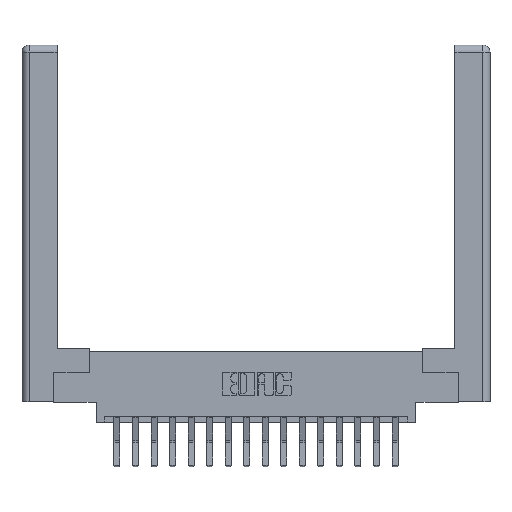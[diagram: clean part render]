
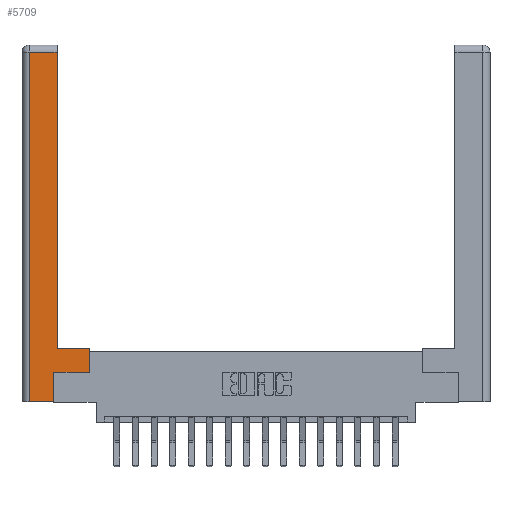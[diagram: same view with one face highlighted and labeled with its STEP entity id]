
A CAD part, top view. The second image highlights one B-rep face of the part: STEP entity #5709.
In plain terms, the highlighted planar face has unit normal (0, 0, 1).
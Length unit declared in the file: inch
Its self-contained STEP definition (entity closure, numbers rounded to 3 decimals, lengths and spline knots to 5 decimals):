
#67 = VERTEX_POINT ( 'NONE', #92 ) ;
#92 = CARTESIAN_POINT ( 'NONE',  ( 0.265, 0., 0. ) ) ;
#417 = EDGE_CURVE ( 'NONE', #15664, #14412, #15397, .T. ) ;
#428 = EDGE_CURVE ( 'NONE', #14412, #14524, #5499, .T. ) ;
#558 = DIRECTION ( 'NONE',  ( -1., 0., 0. ) ) ;
#581 = VECTOR ( 'NONE', #6664, 39.37008 ) ;
#1319 = CARTESIAN_POINT ( 'NONE',  ( 0.295, 2.94, 0. ) ) ;
#1328 = ORIENTED_EDGE ( 'NONE', *, *, #5389, .T. ) ;
#2104 = LINE ( 'NONE', #6566, #14943 ) ;
#2347 = EDGE_CURVE ( 'NONE', #14524, #10373, #11098, .T. ) ;
#2454 = EDGE_CURVE ( 'NONE', #7417, #67, #9726, .T. ) ;
#2919 = CARTESIAN_POINT ( 'NONE',  ( 0., 0., 0. ) ) ;
#3086 = EDGE_CURVE ( 'NONE', #6555, #15664, #10600, .T. ) ;
#4018 = CARTESIAN_POINT ( 'NONE',  ( 0.565, 0.45, 0. ) ) ;
#4411 = CARTESIAN_POINT ( 'NONE',  ( 0.295, 0.45, 0. ) ) ;
#4481 = LINE ( 'NONE', #14200, #10343 ) ;
#5389 = EDGE_CURVE ( 'NONE', #10373, #11832, #15436, .T. ) ;
#5499 = LINE ( 'NONE', #10778, #6425 ) ;
#5690 = VECTOR ( 'NONE', #15790, 39.37008 ) ;
#5709 = ADVANCED_FACE ( 'NONE', ( #8476 ), #14560, .F. ) ;
#5752 = CARTESIAN_POINT ( 'NONE',  ( 0.295, 3., 0. ) ) ;
#6425 = VECTOR ( 'NONE', #558, 39.37008 ) ;
#6555 = VERTEX_POINT ( 'NONE', #15346 ) ;
#6566 = CARTESIAN_POINT ( 'NONE',  ( 0.0615, 0., 0. ) ) ;
#6664 = DIRECTION ( 'NONE',  ( -1., 0., 0. ) ) ;
#6683 = ORIENTED_EDGE ( 'NONE', *, *, #2347, .T. ) ;
#7038 = AXIS2_PLACEMENT_3D ( 'NONE', #2919, #10150, #15987 ) ;
#7284 = DIRECTION ( 'NONE',  ( 1., 0., 0. ) ) ;
#7417 = VERTEX_POINT ( 'NONE', #14018 ) ;
#7466 = EDGE_CURVE ( 'NONE', #67, #6555, #4481, .T. ) ;
#7889 = CARTESIAN_POINT ( 'NONE',  ( 0.565, 0.45, 0. ) ) ;
#8476 = FACE_OUTER_BOUND ( 'NONE', #12087, .T. ) ;
#8948 = ORIENTED_EDGE ( 'NONE', *, *, #417, .T. ) ;
#9041 = ORIENTED_EDGE ( 'NONE', *, *, #3086, .T. ) ;
#9226 = ORIENTED_EDGE ( 'NONE', *, *, #2454, .T. ) ;
#9726 = LINE ( 'NONE', #15734, #12214 ) ;
#10150 = DIRECTION ( 'NONE',  ( 0., 0., -1. ) ) ;
#10343 = VECTOR ( 'NONE', #16828, 39.37008 ) ;
#10373 = VERTEX_POINT ( 'NONE', #1319 ) ;
#10600 = LINE ( 'NONE', #11366, #14654 ) ;
#10778 = CARTESIAN_POINT ( 'NONE',  ( 0.295, 0.45, 0. ) ) ;
#11098 = LINE ( 'NONE', #5752, #5690 ) ;
#11366 = CARTESIAN_POINT ( 'NONE',  ( 0.565, 0.245, 0. ) ) ;
#11832 = VERTEX_POINT ( 'NONE', #18414 ) ;
#12087 = EDGE_LOOP ( 'NONE', ( #6683, #1328, #12247, #9226, #15374, #9041, #8948, #17681 ) ) ;
#12214 = VECTOR ( 'NONE', #7284, 39.37008 ) ;
#12247 = ORIENTED_EDGE ( 'NONE', *, *, #18439, .T. ) ;
#12266 = VECTOR ( 'NONE', #17669, 39.37008 ) ;
#13703 = CARTESIAN_POINT ( 'NONE',  ( 0.0615, 2.94, 0. ) ) ;
#13903 = DIRECTION ( 'NONE',  ( 0., -1., 0. ) ) ;
#14018 = CARTESIAN_POINT ( 'NONE',  ( 0.0615, 0., 0. ) ) ;
#14200 = CARTESIAN_POINT ( 'NONE',  ( 0.265, 0.245, 0. ) ) ;
#14412 = VERTEX_POINT ( 'NONE', #4018 ) ;
#14524 = VERTEX_POINT ( 'NONE', #4411 ) ;
#14560 = PLANE ( 'NONE',  #7038 ) ;
#14654 = VECTOR ( 'NONE', #18449, 39.37008 ) ;
#14943 = VECTOR ( 'NONE', #13903, 39.37008 ) ;
#15346 = CARTESIAN_POINT ( 'NONE',  ( 0.265, 0.245, 0. ) ) ;
#15374 = ORIENTED_EDGE ( 'NONE', *, *, #7466, .T. ) ;
#15397 = LINE ( 'NONE', #7889, #12266 ) ;
#15436 = LINE ( 'NONE', #13703, #581 ) ;
#15664 = VERTEX_POINT ( 'NONE', #17293 ) ;
#15734 = CARTESIAN_POINT ( 'NONE',  ( 0.265, 0., 0. ) ) ;
#15790 = DIRECTION ( 'NONE',  ( 0., 1., 0. ) ) ;
#15987 = DIRECTION ( 'NONE',  ( -1., 0., 0. ) ) ;
#16828 = DIRECTION ( 'NONE',  ( 0., 1., 0. ) ) ;
#17293 = CARTESIAN_POINT ( 'NONE',  ( 0.565, 0.245, 0. ) ) ;
#17669 = DIRECTION ( 'NONE',  ( 0., 1., 0. ) ) ;
#17681 = ORIENTED_EDGE ( 'NONE', *, *, #428, .T. ) ;
#18414 = CARTESIAN_POINT ( 'NONE',  ( 0.0615, 2.94, 0. ) ) ;
#18439 = EDGE_CURVE ( 'NONE', #11832, #7417, #2104, .T. ) ;
#18449 = DIRECTION ( 'NONE',  ( 1., 0., 0. ) ) ;
